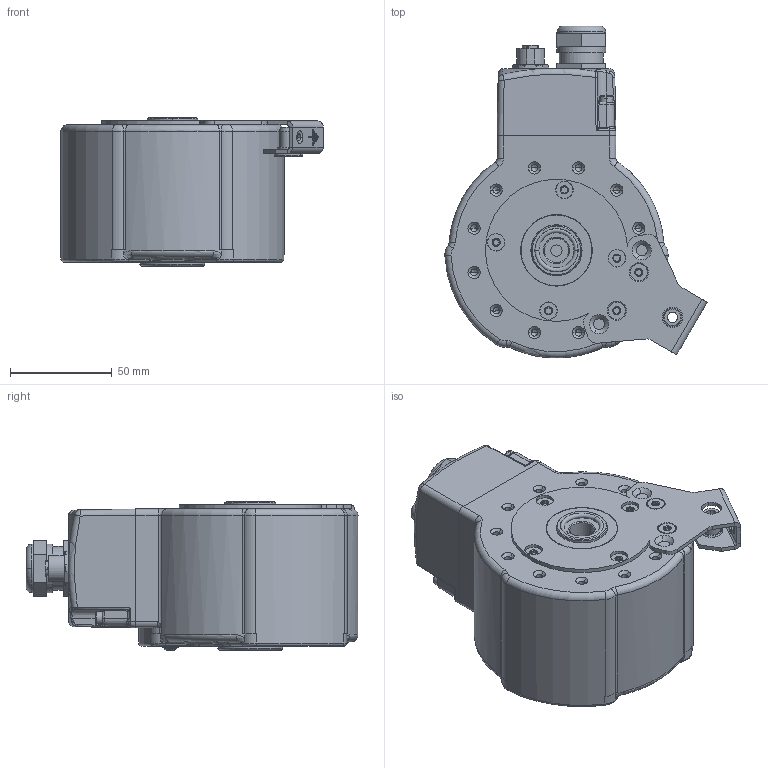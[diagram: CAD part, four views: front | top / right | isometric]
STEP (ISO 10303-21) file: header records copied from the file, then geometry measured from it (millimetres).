
FILE_DESCRIPTION((''),'2;1');
FILE_NAME('824117-01','2013-08-12T',('se2562'),(''),'PRO/ENGINEER BY PARAMETRIC TECHNOLOGY CORPORATION, 2011410','PRO/ENGINEER BY PARAMETRIC TECHNOLOGY CORPORATION, 2011410','');
FILE_SCHEMA(('CONFIG_CONTROL_DESIGN'));
Length unit declared in the file: millimetre
Products named in the file (1): 824117-01
Bounding box: 129.13 x 163.5 x 73.8 mm (x, y, z)
Volume: 338472.5 mm3; surface area: 146453.7 mm2
Topology: 17 solids, 30 shells, 1498 faces, 4047 edges, 2601 vertices
Faces by surface type: cylinder 599, plane 374, cone 205, torus 175, sphere 99, bspline 42, extrusion 3, revolution 1
Entity records: 52918 total; most frequent: CARTESIAN_POINT 14602, DIRECTION 8721, ORIENTED_EDGE 7816, EDGE_CURVE 3908, AXIS2_PLACEMENT_3D 3771, VERTEX_POINT 2601, CIRCLE 2319, EDGE_LOOP 1669
